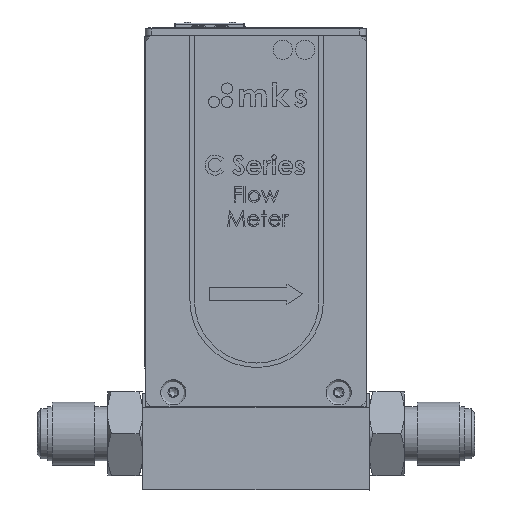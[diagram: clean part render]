
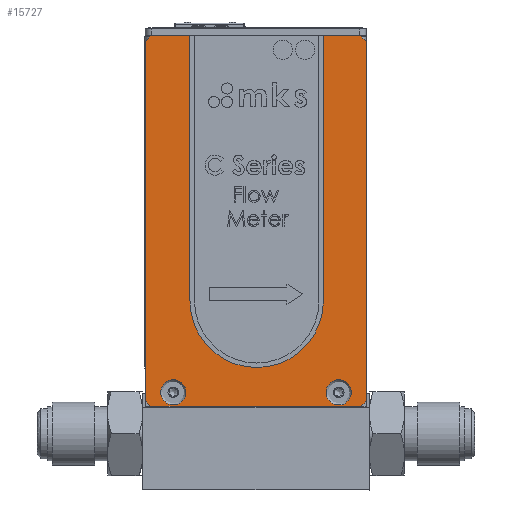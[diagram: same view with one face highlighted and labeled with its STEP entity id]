
A CAD part, top view. The second image highlights one B-rep face of the part: STEP entity #15727.
In plain terms, the highlighted planar face has unit normal (0, 0, 1).
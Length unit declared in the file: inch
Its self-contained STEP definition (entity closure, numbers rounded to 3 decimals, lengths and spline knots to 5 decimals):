
#88 = DIRECTION ( 'NONE',  ( 0., 0., 1. ) ) ;
#136 = CARTESIAN_POINT ( 'NONE',  ( -0.30503, -0.181, 0.498 ) ) ;
#1988 = LINE ( 'NONE', #36148, #43879 ) ;
#2092 = EDGE_CURVE ( 'NONE', #40429, #24988, #16887, .T. ) ;
#2102 = CARTESIAN_POINT ( 'NONE',  ( -0.35503, -0.181, 0.498 ) ) ;
#2340 = DIRECTION ( 'NONE',  ( 1., 0., 0. ) ) ;
#2446 = ORIENTED_EDGE ( 'NONE', *, *, #27898, .T. ) ;
#2830 = VECTOR ( 'NONE', #21280, 39.37008 ) ;
#3041 = CARTESIAN_POINT ( 'NONE',  ( -0.35503, -0.131, 0.498 ) ) ;
#3381 = VERTEX_POINT ( 'NONE', #12328 ) ;
#3492 = CARTESIAN_POINT ( 'NONE',  ( 1.61497, -0.131, 0.498 ) ) ;
#3640 = VERTEX_POINT ( 'NONE', #4479 ) ;
#3756 = AXIS2_PLACEMENT_3D ( 'NONE', #2102, #30720, #6283 ) ;
#4479 = CARTESIAN_POINT ( 'NONE',  ( -0.35503, -0.131, 0.498 ) ) ;
#4887 = ORIENTED_EDGE ( 'NONE', *, *, #22011, .F. ) ;
#5894 = ORIENTED_EDGE ( 'NONE', *, *, #16979, .T. ) ;
#6233 = CIRCLE ( 'NONE', #40347, 0.086 ) ;
#6283 = DIRECTION ( 'NONE',  ( -1., 0., 0. ) ) ;
#6722 = DIRECTION ( 'NONE',  ( 0., 0., 1. ) ) ;
#6959 = FACE_OUTER_BOUND ( 'NONE', #33534, .T. ) ;
#7522 = CIRCLE ( 'NONE', #48109, 0.1125 ) ;
#7689 = CARTESIAN_POINT ( 'NONE',  ( -0.30503, 3.124, 0.498 ) ) ;
#8237 = FACE_BOUND ( 'NONE', #44834, .T. ) ;
#9027 = VERTEX_POINT ( 'NONE', #23495 ) ;
#9215 = ORIENTED_EDGE ( 'NONE', *, *, #17989, .T. ) ;
#10248 = VECTOR ( 'NONE', #27662, 39.37008 ) ;
#10336 = VERTEX_POINT ( 'NONE', #39466 ) ;
#11027 = EDGE_CURVE ( 'NONE', #14207, #14207, #51829, .T. ) ;
#12328 = CARTESIAN_POINT ( 'NONE',  ( 1.56497, -0.181, 0.498 ) ) ;
#13968 = DIRECTION ( 'NONE',  ( 1., 0., 0. ) ) ;
#14207 = VERTEX_POINT ( 'NONE', #35265 ) ;
#14521 = LINE ( 'NONE', #35325, #45365 ) ;
#14699 = CARTESIAN_POINT ( 'NONE',  ( 1.61497, 3.074, 0.498 ) ) ;
#15070 = ORIENTED_EDGE ( 'NONE', *, *, #39590, .T. ) ;
#15727 = ADVANCED_FACE ( 'NONE', ( #49926, #39341, #8237, #28720, #6959 ), #34590, .F. ) ;
#15743 = VECTOR ( 'NONE', #13968, 39.37008 ) ;
#15798 = EDGE_LOOP ( 'NONE', ( #32468 ) ) ;
#15809 = CARTESIAN_POINT ( 'NONE',  ( 1.48247, -0.055, 0.498 ) ) ;
#16887 = LINE ( 'NONE', #46667, #37076 ) ;
#16979 = EDGE_CURVE ( 'NONE', #31951, #18785, #1988, .T. ) ;
#17212 = CARTESIAN_POINT ( 'NONE',  ( 1.61497, 3.074, 0.498 ) ) ;
#17989 = EDGE_CURVE ( 'NONE', #3640, #36071, #51824, .T. ) ;
#18330 = LINE ( 'NONE', #25956, #15743 ) ;
#18785 = VERTEX_POINT ( 'NONE', #14699 ) ;
#19262 = EDGE_CURVE ( 'NONE', #10336, #10336, #6233, .T. ) ;
#20257 = DIRECTION ( 'NONE',  ( 0., 1., 0. ) ) ;
#20863 = ORIENTED_EDGE ( 'NONE', *, *, #51220, .T. ) ;
#21280 = DIRECTION ( 'NONE',  ( -0.707, 0.707, 0. ) ) ;
#22011 = EDGE_CURVE ( 'NONE', #9027, #9027, #7522, .T. ) ;
#23495 = CARTESIAN_POINT ( 'NONE',  ( 0.00647, -0.055, 0.498 ) ) ;
#23783 = DIRECTION ( 'NONE',  ( 0., 0., 1. ) ) ;
#24145 = EDGE_CURVE ( 'NONE', #24988, #37480, #36247, .T. ) ;
#24184 = DIRECTION ( 'NONE',  ( -0.707, -0.707, 0. ) ) ;
#24739 = CARTESIAN_POINT ( 'NONE',  ( 1.36997, -0.055, 0.498 ) ) ;
#24768 = AXIS2_PLACEMENT_3D ( 'NONE', #24739, #88, #28806 ) ;
#24988 = VERTEX_POINT ( 'NONE', #44143 ) ;
#25956 = CARTESIAN_POINT ( 'NONE',  ( -0.35503, -0.181, 0.498 ) ) ;
#26971 = DIRECTION ( 'NONE',  ( 0., 0., 1. ) ) ;
#27662 = DIRECTION ( 'NONE',  ( 0.707, -0.707, 0. ) ) ;
#27772 = EDGE_LOOP ( 'NONE', ( #27989 ) ) ;
#27898 = EDGE_CURVE ( 'NONE', #18785, #40429, #36650, .T. ) ;
#27989 = ORIENTED_EDGE ( 'NONE', *, *, #11027, .F. ) ;
#28720 = FACE_BOUND ( 'NONE', #32367, .T. ) ;
#28806 = DIRECTION ( 'NONE',  ( 1., 0., 0. ) ) ;
#30720 = DIRECTION ( 'NONE',  ( 0., 0., -1. ) ) ;
#31150 = CARTESIAN_POINT ( 'NONE',  ( 0.86997, 2.999, 0.498 ) ) ;
#31300 = CARTESIAN_POINT ( 'NONE',  ( -0.35503, 3.074, 0.498 ) ) ;
#31951 = VERTEX_POINT ( 'NONE', #3492 ) ;
#32144 = VECTOR ( 'NONE', #36410, 39.37008 ) ;
#32366 = CARTESIAN_POINT ( 'NONE',  ( -0.35503, -0.181, 0.498 ) ) ;
#32367 = EDGE_LOOP ( 'NONE', ( #37768 ) ) ;
#32468 = ORIENTED_EDGE ( 'NONE', *, *, #19262, .F. ) ;
#33443 = LINE ( 'NONE', #32366, #32144 ) ;
#33534 = EDGE_LOOP ( 'NONE', ( #37469, #9215, #20863, #15070, #5894, #2446, #42632, #38868 ) ) ;
#34590 = PLANE ( 'NONE',  #3756 ) ;
#35187 = DIRECTION ( 'NONE',  ( 1., 0., 0. ) ) ;
#35265 = CARTESIAN_POINT ( 'NONE',  ( 0.95597, 2.999, 0.498 ) ) ;
#35325 = CARTESIAN_POINT ( 'NONE',  ( 1.56497, -0.181, 0.498 ) ) ;
#36071 = VERTEX_POINT ( 'NONE', #136 ) ;
#36148 = CARTESIAN_POINT ( 'NONE',  ( 1.61497, -0.181, 0.498 ) ) ;
#36247 = LINE ( 'NONE', #7689, #45554 ) ;
#36348 = CIRCLE ( 'NONE', #24768, 0.1125 ) ;
#36410 = DIRECTION ( 'NONE',  ( 0., -1., 0. ) ) ;
#36650 = LINE ( 'NONE', #17212, #2830 ) ;
#37076 = VECTOR ( 'NONE', #46488, 39.37008 ) ;
#37469 = ORIENTED_EDGE ( 'NONE', *, *, #51496, .T. ) ;
#37480 = VERTEX_POINT ( 'NONE', #31300 ) ;
#37768 = ORIENTED_EDGE ( 'NONE', *, *, #38201, .F. ) ;
#38201 = EDGE_CURVE ( 'NONE', #52520, #52520, #36348, .T. ) ;
#38868 = ORIENTED_EDGE ( 'NONE', *, *, #24145, .T. ) ;
#38872 = CARTESIAN_POINT ( 'NONE',  ( 1.56497, 3.124, 0.498 ) ) ;
#39341 = FACE_BOUND ( 'NONE', #27772, .T. ) ;
#39466 = CARTESIAN_POINT ( 'NONE',  ( 1.15597, 2.999, 0.498 ) ) ;
#39590 = EDGE_CURVE ( 'NONE', #3381, #31951, #14521, .T. ) ;
#40347 = AXIS2_PLACEMENT_3D ( 'NONE', #50816, #26971, #2340 ) ;
#40429 = VERTEX_POINT ( 'NONE', #38872 ) ;
#42632 = ORIENTED_EDGE ( 'NONE', *, *, #2092, .T. ) ;
#43008 = AXIS2_PLACEMENT_3D ( 'NONE', #31150, #6722, #35187 ) ;
#43879 = VECTOR ( 'NONE', #20257, 39.37008 ) ;
#44143 = CARTESIAN_POINT ( 'NONE',  ( -0.30503, 3.124, 0.498 ) ) ;
#44834 = EDGE_LOOP ( 'NONE', ( #4887 ) ) ;
#45365 = VECTOR ( 'NONE', #51484, 39.37008 ) ;
#45554 = VECTOR ( 'NONE', #24184, 39.37008 ) ;
#46488 = DIRECTION ( 'NONE',  ( -1., 0., 0. ) ) ;
#46667 = CARTESIAN_POINT ( 'NONE',  ( -0.35503, 3.124, 0.498 ) ) ;
#47702 = CARTESIAN_POINT ( 'NONE',  ( -0.10603, -0.055, 0.498 ) ) ;
#48109 = AXIS2_PLACEMENT_3D ( 'NONE', #47702, #23783, #51707 ) ;
#49926 = FACE_BOUND ( 'NONE', #15798, .T. ) ;
#50816 = CARTESIAN_POINT ( 'NONE',  ( 1.06997, 2.999, 0.498 ) ) ;
#51220 = EDGE_CURVE ( 'NONE', #36071, #3381, #18330, .T. ) ;
#51484 = DIRECTION ( 'NONE',  ( 0.707, 0.707, 0. ) ) ;
#51496 = EDGE_CURVE ( 'NONE', #37480, #3640, #33443, .T. ) ;
#51707 = DIRECTION ( 'NONE',  ( 1., 0., 0. ) ) ;
#51824 = LINE ( 'NONE', #3041, #10248 ) ;
#51829 = CIRCLE ( 'NONE', #43008, 0.086 ) ;
#52520 = VERTEX_POINT ( 'NONE', #15809 ) ;
